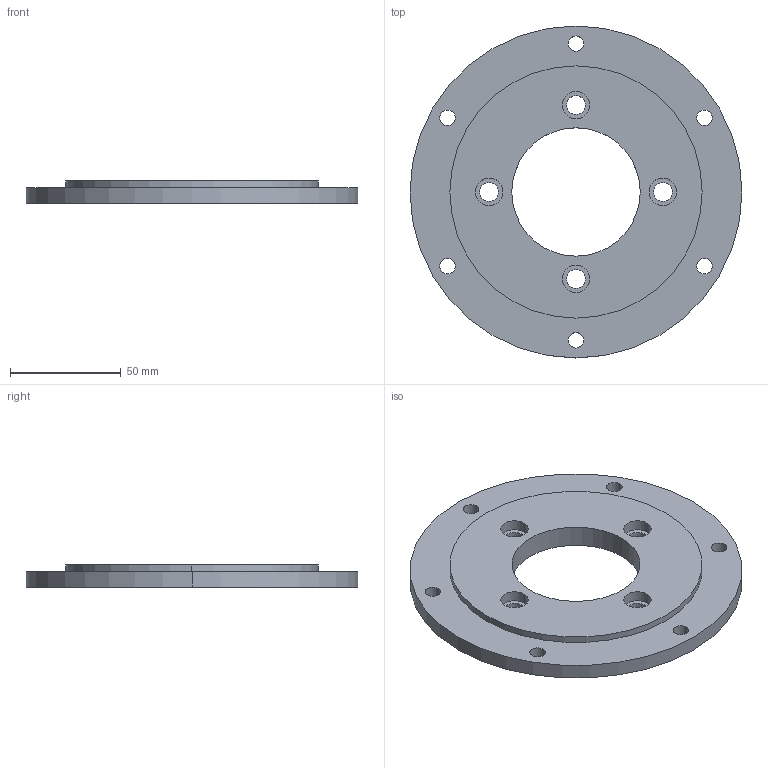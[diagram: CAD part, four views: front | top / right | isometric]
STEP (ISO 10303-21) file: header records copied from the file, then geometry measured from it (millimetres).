
FILE_DESCRIPTION (( 'STEP AP203' ), '1' );
FILE_NAME ('Solidworks_Disk.STEP', '2025-09-10T19:33:26', ( '' ), ( '' ), 'SwSTEP 2.0', 'SolidWorks 2023', '' );
FILE_SCHEMA (( 'CONFIG_CONTROL_DESIGN' ));
Length unit declared in the file: millimetre
Products named in the file (1): Solidworks_Disk
Bounding box: 150 x 150 x 10 mm (x, y, z)
Volume: 122694.9 mm3; surface area: 37581.3 mm2
Topology: 1 solids, 1 shells, 41 faces, 102 edges, 68 vertices
Faces by surface type: cylinder 34, plane 7
Entity records: 1385 total; most frequent: DIRECTION 254, CARTESIAN_POINT 212, ORIENTED_EDGE 204, AXIS2_PLACEMENT_3D 110, EDGE_CURVE 102, VERTEX_POINT 68, CIRCLE 68, EDGE_LOOP 68
